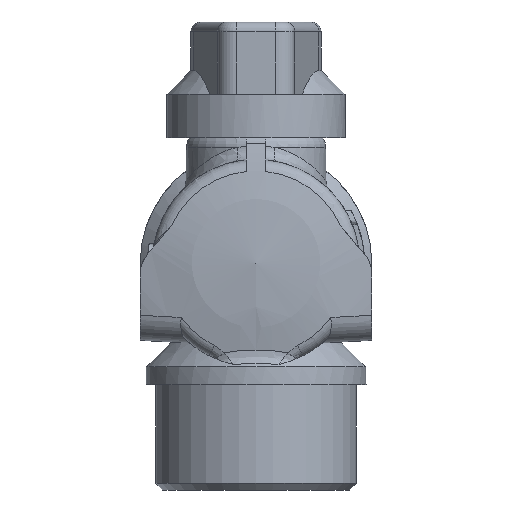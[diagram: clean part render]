
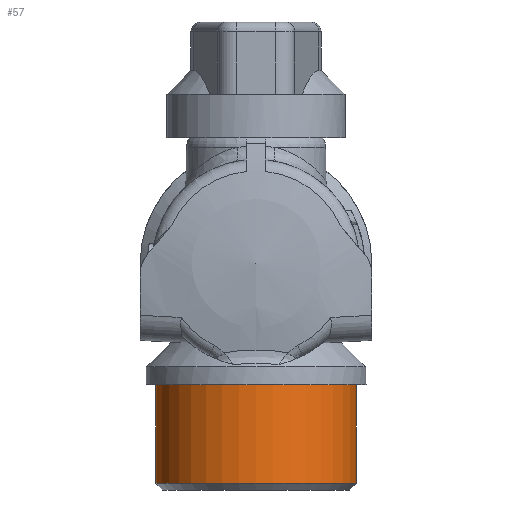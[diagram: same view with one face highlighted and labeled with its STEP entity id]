
A CAD part, front view. The second image highlights one B-rep face of the part: STEP entity #57.
In plain terms, the highlighted cylindrical face has radius 10.4 mm (diameter 20.8 mm), a full revolution.
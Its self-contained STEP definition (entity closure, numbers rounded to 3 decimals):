
#57 = ADVANCED_FACE( '', ( #191, #192 ), #193, .T. );
#191 = FACE_OUTER_BOUND( '', #450, .T. );
#192 = FACE_OUTER_BOUND( '', #451, .T. );
#193 = CYLINDRICAL_SURFACE( '', #452, 10.4 );
#450 = EDGE_LOOP( '', ( #2468 ) );
#451 = EDGE_LOOP( '', ( #2469 ) );
#452 = AXIS2_PLACEMENT_3D( '', #2470, #2471, #2472 );
#2468 = ORIENTED_EDGE( '', *, *, #3529, .F. );
#2469 = ORIENTED_EDGE( '', *, *, #3530, .T. );
#2470 = CARTESIAN_POINT( '', ( 0., 0., -10.75 ) );
#2471 = DIRECTION( '', ( 0., 0., 1. ) );
#2472 = DIRECTION( '', ( -1., 0., 0. ) );
#3529 = EDGE_CURVE( '', #3835, #3835, #3836, .T. );
#3530 = EDGE_CURVE( '', #3837, #3837, #3838, .T. );
#3835 = VERTEX_POINT( '', #4387 );
#3836 = CIRCLE( '', #4388, 10.4 );
#3837 = VERTEX_POINT( '', #4389 );
#3838 = CIRCLE( '', #4390, 10.4 );
#4387 = CARTESIAN_POINT( '', ( -10.4, 0., -22.8 ) );
#4388 = AXIS2_PLACEMENT_3D( '', #6992, #6993, #6994 );
#4389 = CARTESIAN_POINT( '', ( -10.4, 0., -12.6 ) );
#4390 = AXIS2_PLACEMENT_3D( '', #6995, #6996, #6997 );
#6992 = CARTESIAN_POINT( '', ( 0., 0., -22.8 ) );
#6993 = DIRECTION( '', ( 0., 0., -1. ) );
#6994 = DIRECTION( '', ( -1., 0., 0. ) );
#6995 = CARTESIAN_POINT( '', ( 0., 0., -12.6 ) );
#6996 = DIRECTION( '', ( 0., 0., -1. ) );
#6997 = DIRECTION( '', ( -1., 0., 0. ) );
